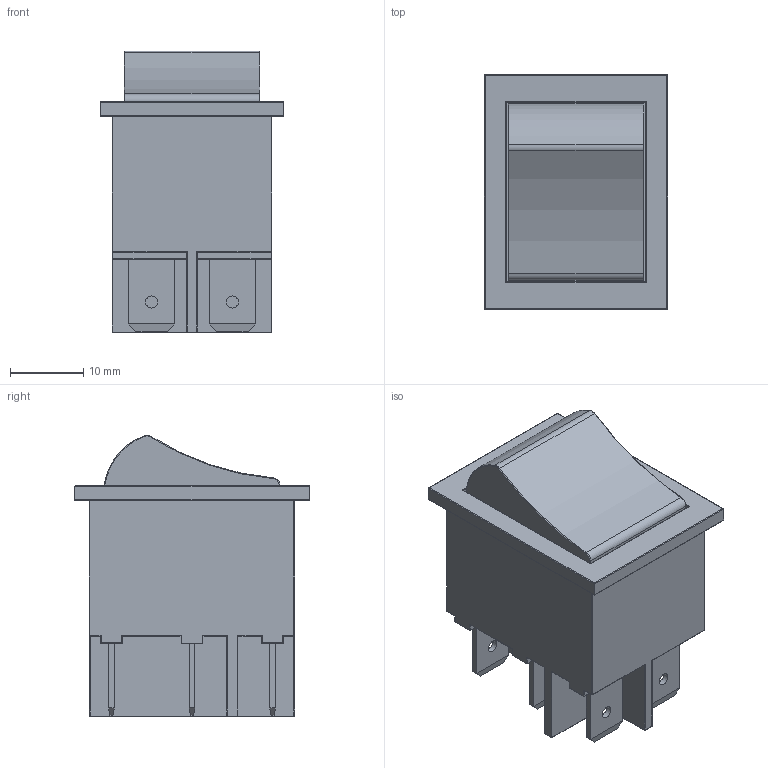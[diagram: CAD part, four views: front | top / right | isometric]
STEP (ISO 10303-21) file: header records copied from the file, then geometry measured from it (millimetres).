
FILE_DESCRIPTION(/* description */ (''),/* implementation_level */ '2;1');
FILE_NAME(/* name */ 'Wippschalter mit Beleuchtung Serie 3652.step',/* time_stamp */ '2019-03-16T16:26:59+01:00',/* author */ ('mkochendoerfer'),/* organization */ (''),/* preprocessor_version */ 'ST-DEVELOPER v17.2',/* originating_system */ 'Autodesk Translation Framework v7.6.0.251',/* authorisation */ '');
FILE_SCHEMA (('AUTOMOTIVE_DESIGN { 1 0 10303 214 3 1 1 }'));
Length unit declared in the file: millimetre
Products named in the file (5): Wippschalter mit Beleuchtung Serie 3652; Flachstecker 6,3mm; Schalter Koerper gruen; Schalter Körper; Grundkoerper ohne Beruehungsschutz
Assembly tree (9 placements, depth 3):
  Wippschalter mit Beleuchtung Serie 3652
    Flachstecker 6,3mm  x6
    Schalter Koerper gruen
      Schalter Körper
    Grundkoerper ohne Beruehungsschutz
Bounding box: 25 x 32 x 38.4 mm (x, y, z)
Volume: 15611.2 mm3; surface area: 9346.1 mm2
Topology: 8 solids, 8 shells, 269 faces, 595 edges, 350 vertices
Faces by surface type: plane 147, cylinder 92, sphere 22, torus 8
Full cylindrical faces by diameter (mm): 1.65 x6
Entity records: 6039 total; most frequent: DIRECTION 1082, CARTESIAN_POINT 1011, ORIENTED_EDGE 960, EDGE_CURVE 480, AXIS2_PLACEMENT_3D 375, LINE 332, VECTOR 332, VERTEX_POINT 280
